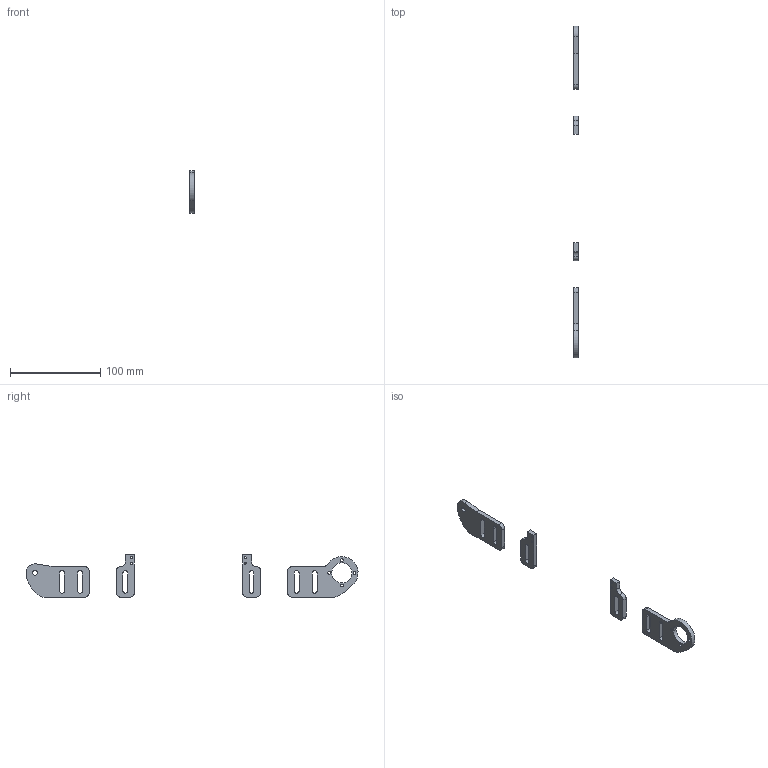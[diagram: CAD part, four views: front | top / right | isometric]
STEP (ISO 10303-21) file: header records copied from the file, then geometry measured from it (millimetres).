
FILE_DESCRIPTION(/* description */ (''),/* implementation_level */ '2;1');
FILE_NAME(/* name */ 'HA_MOTOR',/* time_stamp */ '2023-10-25T18:24:32+08:00',/* author */ (''),/* organization */ (''),/* preprocessor_version */ 'ST-DEVELOPER v16.5',/* originating_system */ '',/* authorisation */ '');
FILE_SCHEMA (('CONFIG_CONTROL_DESIGN'));
Length unit declared in the file: millimetre
Products named in the file (1): Document
Bounding box: 5 x 367.94 x 47 mm (x, y, z)
Volume: 26695.2 mm3; surface area: 16402.3 mm2
Topology: 4 solids, 4 shells, 93 faces, 255 edges, 170 vertices
Faces by surface type: cylinder 46, plane 31, bspline 16
Entity records: 3121 total; most frequent: CARTESIAN_POINT 1383, ORIENTED_EDGE 510, EDGE_CURVE 255, VERTEX_POINT 170, B_SPLINE_CURVE_WITH_KNOTS 127, EDGE_LOOP 125, ADVANCED_FACE 93, FACE_OUTER_BOUND 93
